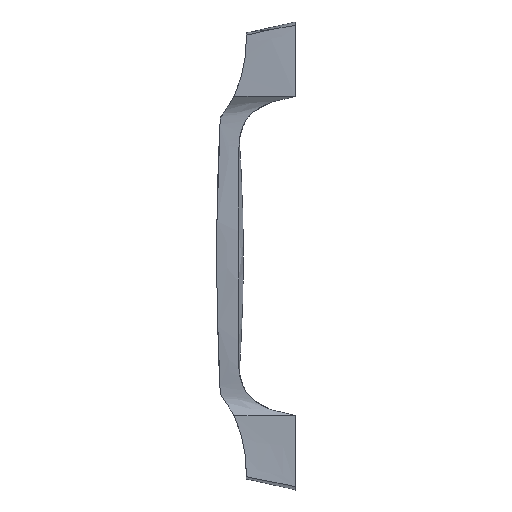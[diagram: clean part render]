
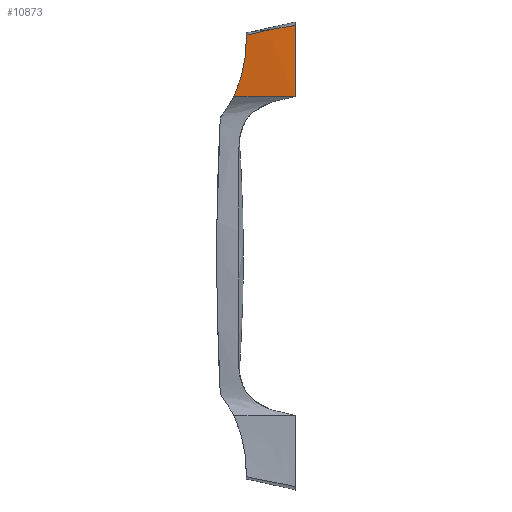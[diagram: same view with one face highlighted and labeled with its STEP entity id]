
A CAD part, left-side view. The second image highlights one B-rep face of the part: STEP entity #10873.
In plain terms, the highlighted free-form (B-spline) face has degree [3, 3] with [7, 6] control points.
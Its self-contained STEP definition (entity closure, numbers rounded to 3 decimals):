
#1892 = CARTESIAN_POINT ( 'NONE',  ( -7.5, 28.89, -10.5 ) ) ;
#2636 = CARTESIAN_POINT ( 'NONE',  ( -11., 0., -10.5 ) ) ;
#3550 = DIRECTION ( 'NONE',  ( 0.12, 0.993, 0. ) ) ;
#3551 = VECTOR ( 'NONE', #3550, 1000. ) ;
#3552 = CARTESIAN_POINT ( 'NONE',  ( -11., 0., -10.5 ) ) ;
#3553 = LINE ( 'NONE', #3552, #3551 ) ;
#4925 = CARTESIAN_POINT ( 'NONE',  ( -10.997, 0., 22.923 ) ) ;
#4926 = CARTESIAN_POINT ( 'NONE',  ( -10.824, 1.925, 22.557 ) ) ;
#4927 = CARTESIAN_POINT ( 'NONE',  ( -10.652, 3.859, 22.246 ) ) ;
#4928 = CARTESIAN_POINT ( 'NONE',  ( -10.309, 7.727, 21.621 ) ) ;
#4929 = CARTESIAN_POINT ( 'NONE',  ( -10.138, 9.661, 21.308 ) ) ;
#4930 = CARTESIAN_POINT ( 'NONE',  ( -9.798, 13.517, 20.609 ) ) ;
#4931 = CARTESIAN_POINT ( 'NONE',  ( -9.629, 15.437, 20.223 ) ) ;
#4932 = CARTESIAN_POINT ( 'NONE',  ( -9.373, 18.296, 19.559 ) ) ;
#4933 = CARTESIAN_POINT ( 'NONE',  ( -9.288, 19.246, 19.323 ) ) ;
#4934 = CARTESIAN_POINT ( 'NONE',  ( -9.115, 21.138, 18.823 ) ) ;
#4935 = CARTESIAN_POINT ( 'NONE',  ( -9.028, 22.081, 18.561 ) ) ;
#4936 = CARTESIAN_POINT ( 'NONE',  ( -8.941, 23.02, 18.279 ) ) ;
#4953 = B_SPLINE_CURVE_WITH_KNOTS ( 'NONE', 3,
 ( #4936, #4935, #4934, #4933, #4932, #4931, #4930, #4929, #4928, #4927, #4926, #4925 ),
 .UNSPECIFIED., .F., .F.,
 ( 4, 2, 2, 2, 2, 4 ),
 ( 0., 0.003, 0.006, 0.012, 0.018, 0.024 ),
 .UNSPECIFIED. ) ;
#5015 = CARTESIAN_POINT ( 'NONE',  ( -10.984, 0., 17.352 ) ) ;
#5016 = CARTESIAN_POINT ( 'NONE',  ( -10.997, 0., 22.923 ) ) ;
#5017 = CARTESIAN_POINT ( 'NONE',  ( -7.792, 26.483, -10.5 ) ) ;
#5018 = CARTESIAN_POINT ( 'NONE',  ( -7.5, 28.89, -10.5 ) ) ;
#5019 = CARTESIAN_POINT ( 'NONE',  ( -8.941, 23.02, 18.279 ) ) ;
#5023 = CARTESIAN_POINT ( 'NONE',  ( -11., 0., -10.5 ) ) ;
#5024 = CARTESIAN_POINT ( 'NONE',  ( -10.977, 0., -4.93 ) ) ;
#5025 = CARTESIAN_POINT ( 'NONE',  ( -10.967, 0., 0.641 ) ) ;
#5026 = CARTESIAN_POINT ( 'NONE',  ( -10.969, 0., 11.782 ) ) ;
#5027 = CARTESIAN_POINT ( 'NONE',  ( -8.819, 23.062, 15.769 ) ) ;
#5028 = CARTESIAN_POINT ( 'NONE',  ( -8.88, 23.041, 17.024 ) ) ;
#5042 = CARTESIAN_POINT ( 'NONE',  ( -8.828, 23.059, 15.955 ) ) ;
#5043 = CARTESIAN_POINT ( 'NONE',  ( -7.919, 25.211, -2.681 ) ) ;
#5044 = CARTESIAN_POINT ( 'NONE',  ( -10.997, 0., 22.923 ) ) ;
#5045 = CARTESIAN_POINT ( 'NONE',  ( -8.898, 23.035, 17.395 ) ) ;
#5046 = B_SPLINE_CURVE_WITH_KNOTS ( 'NONE', 3,
 ( #5016, #5015, #5026, #5025, #5024, #5023 ),
 .UNSPECIFIED., .F., .F.,
 ( 4, 2, 4 ),
 ( 0.001, 0.018, 0.034 ),
 .UNSPECIFIED. ) ;
#5047 = CARTESIAN_POINT ( 'NONE',  ( -8.968, 23.011, 18.835 ) ) ;
#5048 = CARTESIAN_POINT ( 'NONE',  ( -8.339, 23.227, 5.863 ) ) ;
#5609 = CARTESIAN_POINT ( 'NONE',  ( -10.831, 1.902, 23.335 ) ) ;
#5610 = CARTESIAN_POINT ( 'NONE',  ( -11., 0., -10.5 ) ) ;
#5611 = CARTESIAN_POINT ( 'NONE',  ( -11., -0.327, -0.805 ) ) ;
#5612 = CARTESIAN_POINT ( 'NONE',  ( -11., -0.381, 9.007 ) ) ;
#5613 = CARTESIAN_POINT ( 'NONE',  ( -11., -0.099, 20.472 ) ) ;
#5614 = CARTESIAN_POINT ( 'NONE',  ( -11., -0.059, 22.108 ) ) ;
#5615 = CARTESIAN_POINT ( 'NONE',  ( -11., -0.019, 23.744 ) ) ;
#5630 = B_SPLINE_SURFACE_WITH_KNOTS ( 'NONE', 3, 3, ( 
 ( #5615, #5614, #5613, #5612, #5611, #5610 ),
 ( #5609, #5660, #5659, #5658, #5657, #5656 ),
 ( #5655, #5654, #5653, #5652, #5651, #5650 ),
 ( #5649, #5648, #5647, #5646, #5645, #5644 ),
 ( #5643, #5642, #5641, #5640, #5639, #5638 ),
 ( #5637, #5636, #5635, #5634, #5633, #5017 ),
 ( #5047, #5045, #5042, #5048, #5043, #5018 ) ),
 .UNSPECIFIED., .F., .F., .F.,
 ( 4, 1, 1, 1, 4 ),
 ( 4, 2, 4 ),
 ( 0.53, 0.602, 0.674, 0.746, 0.818 ),
 ( 0.022, 0.161, 1. ),
 .UNSPECIFIED. ) ;
#5631 = FACE_OUTER_BOUND ( 'NONE', #10874, .T. ) ;
#5633 = CARTESIAN_POINT ( 'NONE',  ( -8.176, 23.036, -2.538 ) ) ;
#5634 = CARTESIAN_POINT ( 'NONE',  ( -8.561, 21.205, 6.115 ) ) ;
#5635 = CARTESIAN_POINT ( 'NONE',  ( -9.009, 21.115, 16.329 ) ) ;
#5636 = CARTESIAN_POINT ( 'NONE',  ( -9.073, 21.102, 17.786 ) ) ;
#5637 = CARTESIAN_POINT ( 'NONE',  ( -9.137, 21.089, 19.243 ) ) ;
#5638 = CARTESIAN_POINT ( 'NONE',  ( -8.375, 21.668, -10.5 ) ) ;
#5639 = CARTESIAN_POINT ( 'NONE',  ( -8.69, 18.745, -2.235 ) ) ;
#5640 = CARTESIAN_POINT ( 'NONE',  ( -9.004, 17.23, 6.632 ) ) ;
#5641 = CARTESIAN_POINT ( 'NONE',  ( -9.371, 17.245, 17.08 ) ) ;
#5642 = CARTESIAN_POINT ( 'NONE',  ( -9.423, 17.247, 18.57 ) ) ;
#5643 = CARTESIAN_POINT ( 'NONE',  ( -9.476, 17.249, 20.061 ) ) ;
#5644 = CARTESIAN_POINT ( 'NONE',  ( -9.25, 14.445, -10.5 ) ) ;
#5645 = CARTESIAN_POINT ( 'NONE',  ( -9.46, 12.406, -1.753 ) ) ;
#5646 = CARTESIAN_POINT ( 'NONE',  ( -9.669, 11.381, 7.427 ) ) ;
#5647 = CARTESIAN_POINT ( 'NONE',  ( -9.914, 11.469, 18.211 ) ) ;
#5648 = CARTESIAN_POINT ( 'NONE',  ( -9.949, 11.482, 19.75 ) ) ;
#5649 = CARTESIAN_POINT ( 'NONE',  ( -9.984, 11.494, 21.289 ) ) ;
#5650 = CARTESIAN_POINT ( 'NONE',  ( -10.125, 7.223, -10.5 ) ) ;
#5651 = CARTESIAN_POINT ( 'NONE',  ( -10.23, 6.083, -1.267 ) ) ;
#5652 = CARTESIAN_POINT ( 'NONE',  ( -10.335, 5.551, 8.226 ) ) ;
#5653 = CARTESIAN_POINT ( 'NONE',  ( -10.457, 5.698, 19.344 ) ) ;
#5654 = CARTESIAN_POINT ( 'NONE',  ( -10.474, 5.719, 20.931 ) ) ;
#5655 = CARTESIAN_POINT ( 'NONE',  ( -10.492, 5.74, 22.517 ) ) ;
#5656 = CARTESIAN_POINT ( 'NONE',  ( -10.708, 2.408, -10.5 ) ) ;
#5657 = CARTESIAN_POINT ( 'NONE',  ( -10.743, 1.825, -0.954 ) ) ;
#5658 = CARTESIAN_POINT ( 'NONE',  ( -10.778, 1.614, 8.75 ) ) ;
#5659 = CARTESIAN_POINT ( 'NONE',  ( -10.819, 1.838, 20.097 ) ) ;
#5660 = CARTESIAN_POINT ( 'NONE',  ( -10.825, 1.87, 21.716 ) ) ;
#5662 = B_SPLINE_CURVE_WITH_KNOTS ( 'NONE', 3,
 ( #5019, #5028, #5027, #5664, #5663, #5666 ),
 .UNSPECIFIED., .F., .F.,
 ( 4, 2, 4 ),
 ( 0.039, 0.161, 1. ),
 .UNSPECIFIED. ) ;
#5663 = CARTESIAN_POINT ( 'NONE',  ( -7.919, 25.211, -2.681 ) ) ;
#5664 = CARTESIAN_POINT ( 'NONE',  ( -8.339, 23.227, 5.863 ) ) ;
#5666 = CARTESIAN_POINT ( 'NONE',  ( -7.5, 28.89, -10.5 ) ) ;
#5697 = CARTESIAN_POINT ( 'NONE',  ( -8.941, 23.02, 18.279 ) ) ;
#10765 = VERTEX_POINT ( 'NONE', #1892 ) ;
#10772 = VERTEX_POINT ( 'NONE', #2636 ) ;
#10812 = EDGE_CURVE ( 'NONE', #10772, #10765, #3553, .T. ) ;
#10851 = EDGE_CURVE ( 'NONE', #10882, #10877, #4953, .T. ) ;
#10852 = ORIENTED_EDGE ( 'NONE', *, *, #10881, .T. ) ;
#10853 = ORIENTED_EDGE ( 'NONE', *, *, #10812, .F. ) ;
#10873 = ADVANCED_FACE ( 'NONE', ( #5631 ), #5630, .T. ) ;
#10874 = EDGE_LOOP ( 'NONE', ( #10875, #10878, #10852, #10853 ) ) ;
#10875 = ORIENTED_EDGE ( 'NONE', *, *, #10876, .F. ) ;
#10876 = EDGE_CURVE ( 'NONE', #10877, #10772, #5046, .T. ) ;
#10877 = VERTEX_POINT ( 'NONE', #5044 ) ;
#10878 = ORIENTED_EDGE ( 'NONE', *, *, #10851, .F. ) ;
#10881 = EDGE_CURVE ( 'NONE', #10882, #10765, #5662, .T. ) ;
#10882 = VERTEX_POINT ( 'NONE', #5697 ) ;
